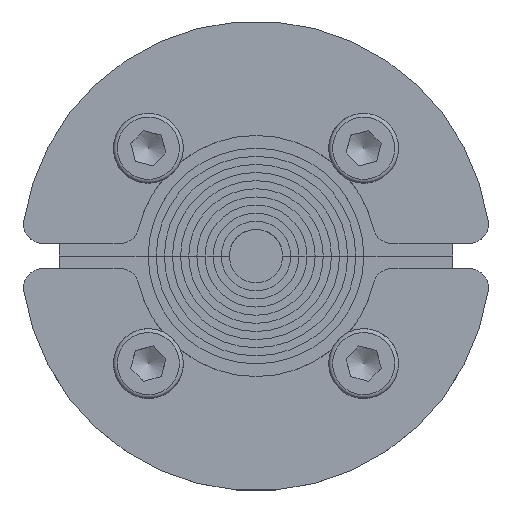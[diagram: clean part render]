
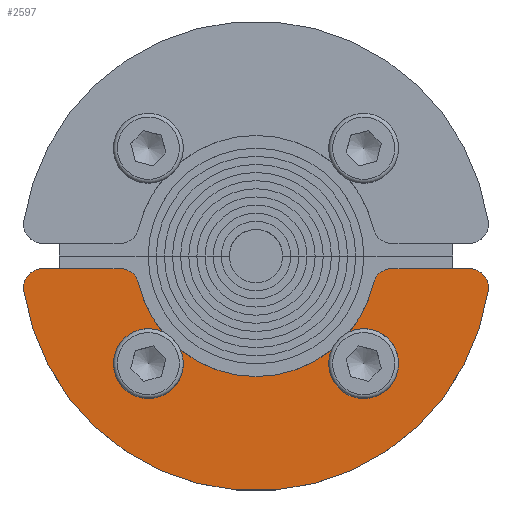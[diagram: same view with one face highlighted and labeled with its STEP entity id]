
A CAD part, top view. The second image highlights one B-rep face of the part: STEP entity #2597.
In plain terms, the highlighted planar face has unit normal (0, 0, 1).
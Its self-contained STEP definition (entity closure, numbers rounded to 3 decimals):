
#76=LINE('',#3989,#250);
#82=LINE('',#4020,#256);
#250=VECTOR('',#3149,10.);
#256=VECTOR('',#3183,10.);
#472=FACE_OUTER_BOUND('',#626,.T.);
#626=EDGE_LOOP('',(#1636,#1637,#1638,#1639,#1640,#1641,#1642,#1643,#1644,
#1645,#1646,#1647,#1648,#1649,#1650,#1651));
#790=CIRCLE('',#2778,1.5);
#791=CIRCLE('',#2781,1.5);
#794=CIRCLE('',#2785,9.5);
#796=CIRCLE('',#2787,9.5);
#798=CIRCLE('',#2789,9.5);
#799=CIRCLE('',#2791,1.5);
#801=CIRCLE('',#2795,1.5);
#802=CIRCLE('',#2797,18.5);
#803=CIRCLE('',#2799,2.75);
#804=CIRCLE('',#2800,2.75);
#805=CIRCLE('',#2801,2.75);
#806=CIRCLE('',#2802,2.75);
#807=CIRCLE('',#2803,2.75);
#808=CIRCLE('',#2804,2.75);
#974=VERTEX_POINT('',#3979);
#975=VERTEX_POINT('',#3980);
#977=VERTEX_POINT('',#3987);
#978=VERTEX_POINT('',#3991);
#981=VERTEX_POINT('',#3999);
#982=VERTEX_POINT('',#4001);
#983=VERTEX_POINT('',#4003);
#984=VERTEX_POINT('',#4005);
#985=VERTEX_POINT('',#4007);
#986=VERTEX_POINT('',#4011);
#988=VERTEX_POINT('',#4018);
#989=VERTEX_POINT('',#4022);
#990=VERTEX_POINT('',#4028);
#991=VERTEX_POINT('',#4029);
#992=VERTEX_POINT('',#4032);
#993=VERTEX_POINT('',#4034);
#1214=EDGE_CURVE('',#974,#975,#790,.T.);
#1219=EDGE_CURVE('',#974,#977,#76,.T.);
#1220=EDGE_CURVE('',#978,#977,#791,.T.);
#1225=EDGE_CURVE('',#982,#981,#794,.T.);
#1227=EDGE_CURVE('',#984,#983,#796,.T.);
#1229=EDGE_CURVE('',#978,#985,#798,.T.);
#1230=EDGE_CURVE('',#986,#981,#799,.T.);
#1235=EDGE_CURVE('',#986,#988,#82,.T.);
#1237=EDGE_CURVE('',#989,#988,#801,.T.);
#1238=EDGE_CURVE('',#989,#975,#802,.T.);
#1239=EDGE_CURVE('',#990,#991,#803,.T.);
#1240=EDGE_CURVE('',#991,#982,#804,.T.);
#1241=EDGE_CURVE('',#985,#992,#805,.T.);
#1242=EDGE_CURVE('',#992,#993,#806,.T.);
#1243=EDGE_CURVE('',#993,#984,#807,.T.);
#1244=EDGE_CURVE('',#983,#990,#808,.T.);
#1636=ORIENTED_EDGE('',*,*,#1239,.T.);
#1637=ORIENTED_EDGE('',*,*,#1240,.T.);
#1638=ORIENTED_EDGE('',*,*,#1225,.T.);
#1639=ORIENTED_EDGE('',*,*,#1230,.F.);
#1640=ORIENTED_EDGE('',*,*,#1235,.T.);
#1641=ORIENTED_EDGE('',*,*,#1237,.F.);
#1642=ORIENTED_EDGE('',*,*,#1238,.T.);
#1643=ORIENTED_EDGE('',*,*,#1214,.F.);
#1644=ORIENTED_EDGE('',*,*,#1219,.T.);
#1645=ORIENTED_EDGE('',*,*,#1220,.F.);
#1646=ORIENTED_EDGE('',*,*,#1229,.T.);
#1647=ORIENTED_EDGE('',*,*,#1241,.T.);
#1648=ORIENTED_EDGE('',*,*,#1242,.T.);
#1649=ORIENTED_EDGE('',*,*,#1243,.T.);
#1650=ORIENTED_EDGE('',*,*,#1227,.T.);
#1651=ORIENTED_EDGE('',*,*,#1244,.T.);
#2337=PLANE('',#2798);
#2597=ADVANCED_FACE('',(#472),#2337,.T.);
#2778=AXIS2_PLACEMENT_3D('',#3981,#3141,#3142);
#2781=AXIS2_PLACEMENT_3D('',#3992,#3152,#3153);
#2785=AXIS2_PLACEMENT_3D('',#4002,#3162,#3163);
#2787=AXIS2_PLACEMENT_3D('',#4006,#3166,#3167);
#2789=AXIS2_PLACEMENT_3D('',#4009,#3170,#3171);
#2791=AXIS2_PLACEMENT_3D('',#4012,#3174,#3175);
#2795=AXIS2_PLACEMENT_3D('',#4024,#3187,#3188);
#2797=AXIS2_PLACEMENT_3D('',#4026,#3191,#3192);
#2798=AXIS2_PLACEMENT_3D('',#4027,#3193,#3194);
#2799=AXIS2_PLACEMENT_3D('',#4030,#3195,#3196);
#2800=AXIS2_PLACEMENT_3D('',#4031,#3197,#3198);
#2801=AXIS2_PLACEMENT_3D('',#4033,#3199,#3200);
#2802=AXIS2_PLACEMENT_3D('',#4035,#3201,#3202);
#2803=AXIS2_PLACEMENT_3D('',#4036,#3203,#3204);
#2804=AXIS2_PLACEMENT_3D('',#4037,#3205,#3206);
#3141=DIRECTION('center_axis',(0.,0.,
-1.));
#3142=DIRECTION('ref_axis',(0.757,0.653,0.));
#3149=DIRECTION('',(-1.,0.,0.));
#3152=DIRECTION('center_axis',(0.,0.,
-1.));
#3153=DIRECTION('ref_axis',(-0.622,0.783,0.));
#3162=DIRECTION('center_axis',(0.,0.,
-1.));
#3163=DIRECTION('ref_axis',(0.994,0.105,0.));
#3166=DIRECTION('center_axis',(0.,0.,
-1.));
#3167=DIRECTION('ref_axis',(0.994,0.105,0.));
#3170=DIRECTION('center_axis',(0.,0.,
-1.));
#3171=DIRECTION('ref_axis',(0.994,0.105,0.));
#3174=DIRECTION('center_axis',(0.,0.,
-1.));
#3175=DIRECTION('ref_axis',(0.622,0.783,0.));
#3183=DIRECTION('',(-1.,0.,0.));
#3187=DIRECTION('center_axis',(0.,0.,
-1.));
#3188=DIRECTION('ref_axis',(-0.757,0.653,0.));
#3191=DIRECTION('center_axis',(0.,0.,
1.));
#3192=DIRECTION('ref_axis',(-0.999,-0.054,0.));
#3193=DIRECTION('center_axis',(0.,0.,
1.));
#3194=DIRECTION('ref_axis',(-1.,0.,0.));
#3195=DIRECTION('center_axis',(0.,0.,
-1.));
#3196=DIRECTION('ref_axis',(0.259,-0.966,0.));
#3197=DIRECTION('center_axis',(0.,0.,
-1.));
#3198=DIRECTION('ref_axis',(0.259,-0.966,0.));
#3199=DIRECTION('center_axis',(0.,0.,
-1.));
#3200=DIRECTION('ref_axis',(-0.966,-0.259,0.));
#3201=DIRECTION('center_axis',(0.,0.,
-1.));
#3202=DIRECTION('ref_axis',(-0.966,-0.259,0.));
#3203=DIRECTION('center_axis',(0.,0.,
-1.));
#3204=DIRECTION('ref_axis',(-0.966,-0.259,0.));
#3205=DIRECTION('center_axis',(0.,0.,
-1.));
#3206=DIRECTION('ref_axis',(0.259,-0.966,0.));
#3979=CARTESIAN_POINT('',(16.815,-1.,1.5));
#3980=CARTESIAN_POINT('',(18.299,-2.721,1.5));
#3981=CARTESIAN_POINT('Origin',(16.815,-2.5,1.5));
#3987=CARTESIAN_POINT('',(10.712,-1.,1.5));
#3989=CARTESIAN_POINT('',(18.473,-1.,1.5));
#3991=CARTESIAN_POINT('',(9.251,-2.159,1.5));
#3992=CARTESIAN_POINT('Origin',(10.712,-2.5,1.5));
#3999=CARTESIAN_POINT('',(-9.251,-2.159,1.5));
#4001=CARTESIAN_POINT('',(-7.399,-5.959,1.5));
#4002=CARTESIAN_POINT('Origin',(0.,0.,
1.5));
#4003=CARTESIAN_POINT('',(-5.959,-7.399,1.5));
#4005=CARTESIAN_POINT('',(5.959,-7.399,1.5));
#4006=CARTESIAN_POINT('Origin',(0.,0.,
1.5));
#4007=CARTESIAN_POINT('',(7.399,-5.959,1.5));
#4009=CARTESIAN_POINT('Origin',(0.,0.,
1.5));
#4011=CARTESIAN_POINT('',(-10.712,-1.,1.5));
#4012=CARTESIAN_POINT('Origin',(-10.712,-2.5,1.5));
#4018=CARTESIAN_POINT('',(-16.815,-1.,1.5));
#4020=CARTESIAN_POINT('',(-9.447,-1.,1.5));
#4022=CARTESIAN_POINT('',(-18.299,-2.721,1.5));
#4024=CARTESIAN_POINT('Origin',(-16.815,-2.5,1.5));
#4026=CARTESIAN_POINT('Origin',(0.,0.,
1.5));
#4027=CARTESIAN_POINT('Origin',(0.,-8.211,
1.5));
#4028=CARTESIAN_POINT('',(-7.774,-11.142,1.5));
#4029=CARTESIAN_POINT('',(-9.197,-5.829,1.5));
#4030=CARTESIAN_POINT('Origin',(-8.485,-8.485,1.5));
#4031=CARTESIAN_POINT('Origin',(-8.485,-8.485,1.5));
#4032=CARTESIAN_POINT('',(11.142,-7.774,1.5));
#4033=CARTESIAN_POINT('Origin',(8.485,-8.485,1.5));
#4034=CARTESIAN_POINT('',(5.829,-9.197,1.5));
#4035=CARTESIAN_POINT('Origin',(8.485,-8.485,1.5));
#4036=CARTESIAN_POINT('Origin',(8.485,-8.485,1.5));
#4037=CARTESIAN_POINT('Origin',(-8.485,-8.485,1.5));
